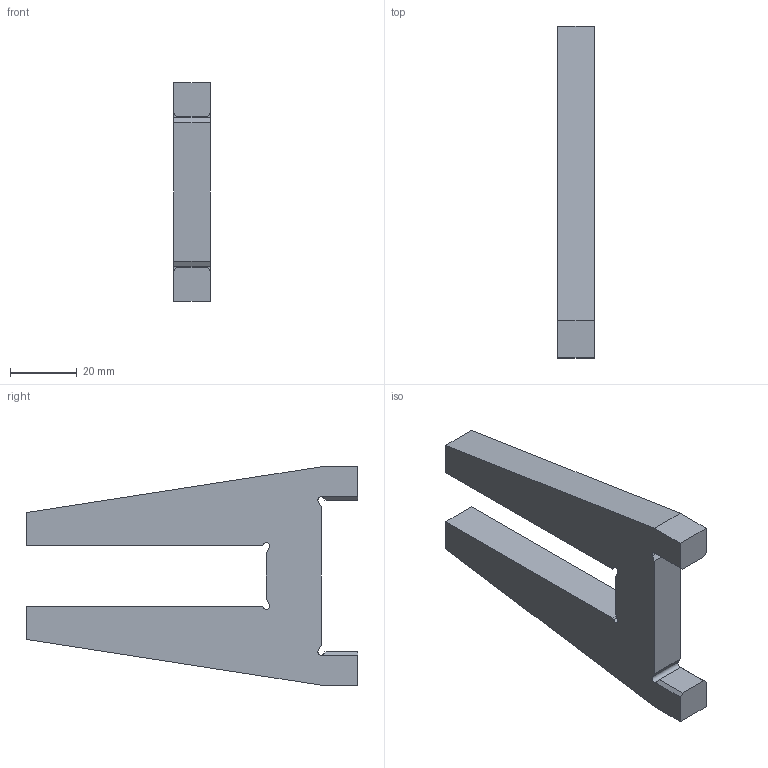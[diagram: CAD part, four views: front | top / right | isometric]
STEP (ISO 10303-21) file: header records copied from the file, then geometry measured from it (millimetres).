
FILE_DESCRIPTION (( 'STEP AP214' ), '1' );
FILE_NAME ('P-Guide.STEP', '2026-01-21T09:31:18', ( '' ), ( '' ), 'SwSTEP 2.0', 'SolidWorks 2026', '' );
FILE_SCHEMA (( 'AUTOMOTIVE_DESIGN' ));
Length unit declared in the file: millimetre
Products named in the file (1): P-Guide
Bounding box: 11 x 99.39 x 65.44 mm (x, y, z)
Volume: 38314.3 mm3; surface area: 12217.8 mm2
Topology: 1 solids, 1 shells, 34 faces, 94 edges, 62 vertices
Faces by surface type: plane 28, cylinder 6
Entity records: 1095 total; most frequent: CARTESIAN_POINT 203, ORIENTED_EDGE 188, DIRECTION 170, EDGE_CURVE 94, VECTOR 80, LINE 80, VERTEX_POINT 62, AXIS2_PLACEMENT_3D 45
